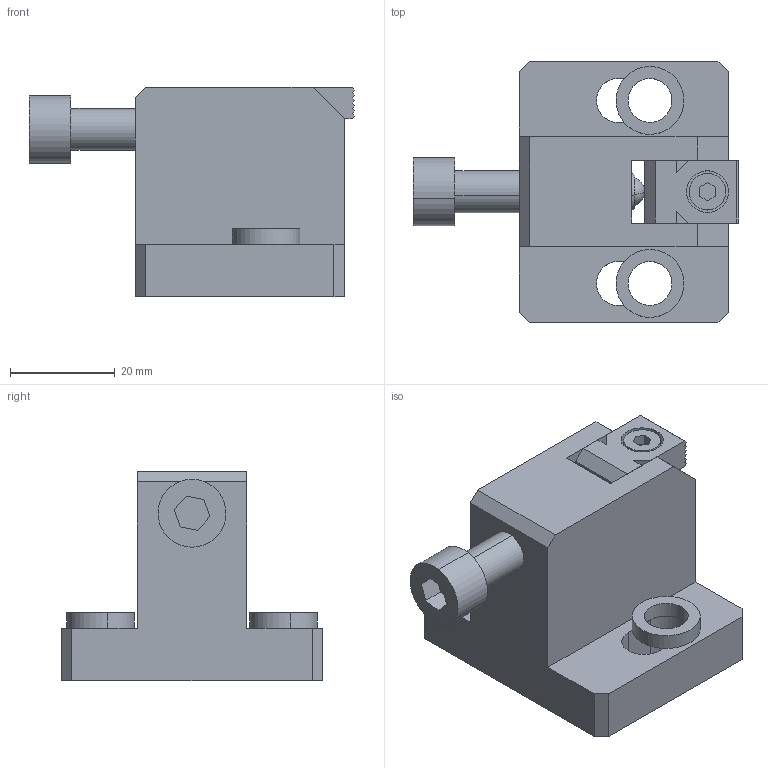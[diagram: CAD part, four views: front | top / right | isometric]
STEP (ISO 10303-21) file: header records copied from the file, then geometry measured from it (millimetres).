
FILE_DESCRIPTION (( 'STEP AP203' ), '1' );
FILE_NAME ('cp101-08040.STEP', '2021-10-25T23:49:18', ( '' ), ( '' ), 'SwSTEP 2.0', 'SolidWorks 2020', '' );
FILE_SCHEMA (( 'CONFIG_CONTROL_DESIGN' ));
Length unit declared in the file: millimetre
Products named in the file (5): cp101-08040_01; cp101-08040_02; cp101-08040; cp101-08040_03; cp101-08040_04
Assembly tree (4 placements, depth 2):
  cp101-08040
    cp101-08040_01
    cp101-08040_02
    cp101-08040_03
    cp101-08040_04
Bounding box: 62.3 x 50 x 40 mm (x, y, z)
Volume: 42685.5 mm3; surface area: 15544.5 mm2
Topology: 4 solids, 6 shells, 144 faces, 354 edges, 235 vertices
Faces by surface type: plane 96, cylinder 40, cone 6, sphere 2
Entity records: 4793 total; most frequent: DIRECTION 748, CARTESIAN_POINT 740, ORIENTED_EDGE 708, EDGE_CURVE 354, LINE 262, VECTOR 262, AXIS2_PLACEMENT_3D 243, VERTEX_POINT 235
